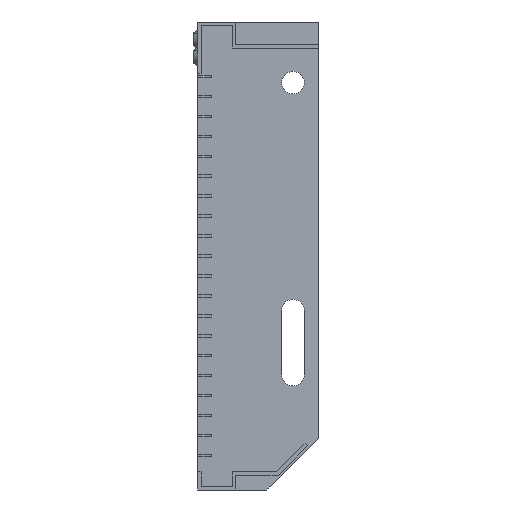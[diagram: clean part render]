
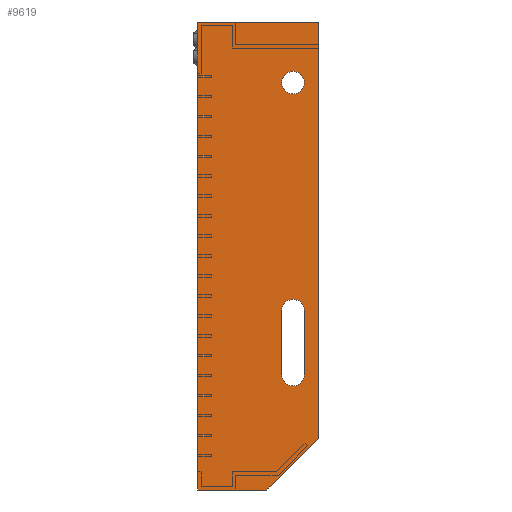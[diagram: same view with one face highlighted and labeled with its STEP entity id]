
A CAD part, left-side view. The second image highlights one B-rep face of the part: STEP entity #9619.
In plain terms, the highlighted planar face has unit normal (-1, 0, 0).
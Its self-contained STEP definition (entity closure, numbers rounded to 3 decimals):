
#120 = EDGE_CURVE ( 'NONE', #38455, #5864, #1165, .T. ) ;
#1165 = CIRCLE ( 'NONE', #10998, 6.5 ) ;
#1824 = PLANE ( 'NONE',  #15557 ) ;
#3237 = EDGE_CURVE ( 'NONE', #43084, #30649, #37079, .T. ) ;
#3494 = CARTESIAN_POINT ( 'NONE',  ( -750., 8.5, -166.5 ) ) ;
#3894 = VERTEX_POINT ( 'NONE', #36951 ) ;
#4539 = DIRECTION ( 'NONE',  ( 0., 0., -1. ) ) ;
#4628 = CARTESIAN_POINT ( 'NONE',  ( -750., 0., -240. ) ) ;
#4788 = CARTESIAN_POINT ( 'NONE',  ( -750., 70., -270. ) ) ;
#5740 = EDGE_CURVE ( 'NONE', #13554, #17498, #31503, .T. ) ;
#5797 = CIRCLE ( 'NONE', #8046, 6.5 ) ;
#5852 = EDGE_CURVE ( 'NONE', #30649, #43084, #19787, .T. ) ;
#5864 = VERTEX_POINT ( 'NONE', #3494 ) ;
#5964 = CARTESIAN_POINT ( 'NONE',  ( -750., 30., -270. ) ) ;
#6456 = VECTOR ( 'NONE', #38842, 1000. ) ;
#7367 = VERTEX_POINT ( 'NONE', #4628 ) ;
#7399 = EDGE_CURVE ( 'NONE', #25303, #14770, #18689, .T. ) ;
#7734 = DIRECTION ( 'NONE',  ( 1., 0., 0. ) ) ;
#7818 = CARTESIAN_POINT ( 'NONE',  ( -750., 70., -270. ) ) ;
#8046 = AXIS2_PLACEMENT_3D ( 'NONE', #9057, #32845, #39705 ) ;
#8134 = CARTESIAN_POINT ( 'NONE',  ( -750., 0., 0. ) ) ;
#8199 = EDGE_LOOP ( 'NONE', ( #10297, #34919, #25826, #34680, #43824 ) ) ;
#8361 = EDGE_CURVE ( 'NONE', #14770, #9930, #15423, .T. ) ;
#9057 = CARTESIAN_POINT ( 'NONE',  ( -750., 15., -203.5 ) ) ;
#9427 = FACE_OUTER_BOUND ( 'NONE', #8199, .T. ) ;
#9545 = VECTOR ( 'NONE', #25859, 1000. ) ;
#9619 = ADVANCED_FACE ( 'NONE', ( #22715, #30776, #9427 ), #1824, .F. ) ;
#9804 = DIRECTION ( 'NONE',  ( 0., 0., 1. ) ) ;
#9930 = VERTEX_POINT ( 'NONE', #37941 ) ;
#10297 = ORIENTED_EDGE ( 'NONE', *, *, #14803, .F. ) ;
#10477 = ORIENTED_EDGE ( 'NONE', *, *, #5852, .T. ) ;
#10998 = AXIS2_PLACEMENT_3D ( 'NONE', #21403, #7734, #41487 ) ;
#12204 = LINE ( 'NONE', #5964, #9545 ) ;
#12225 = CARTESIAN_POINT ( 'NONE',  ( -750., 15., -35. ) ) ;
#12747 = CARTESIAN_POINT ( 'NONE',  ( -750., 21.5, -203.5 ) ) ;
#13278 = EDGE_CURVE ( 'NONE', #9930, #3894, #36288, .T. ) ;
#13554 = VERTEX_POINT ( 'NONE', #24699 ) ;
#13712 = CARTESIAN_POINT ( 'NONE',  ( -750., 30., -270. ) ) ;
#14185 = EDGE_LOOP ( 'NONE', ( #43373, #24886, #32443, #22734, #34362 ) ) ;
#14228 = VECTOR ( 'NONE', #28454, 1000. ) ;
#14770 = VERTEX_POINT ( 'NONE', #7818 ) ;
#14803 = EDGE_CURVE ( 'NONE', #3894, #7367, #33867, .T. ) ;
#15423 = LINE ( 'NONE', #34039, #17552 ) ;
#15486 = CARTESIAN_POINT ( 'NONE',  ( -750., 0., 0. ) ) ;
#15557 = AXIS2_PLACEMENT_3D ( 'NONE', #15486, #28415, #38877 ) ;
#16603 = VECTOR ( 'NONE', #33360, 1000. ) ;
#16691 = DIRECTION ( 'NONE',  ( 1., 0., 0. ) ) ;
#17435 = CARTESIAN_POINT ( 'NONE',  ( -750., 15., -35. ) ) ;
#17498 = VERTEX_POINT ( 'NONE', #37666 ) ;
#17552 = VECTOR ( 'NONE', #9804, 1000. ) ;
#18689 = LINE ( 'NONE', #4788, #6456 ) ;
#19237 = LINE ( 'NONE', #12747, #16603 ) ;
#19438 = EDGE_LOOP ( 'NONE', ( #10477, #40278 ) ) ;
#19787 = CIRCLE ( 'NONE', #28809, 6.5 ) ;
#20107 = DIRECTION ( 'NONE',  ( 0., 0., -1. ) ) ;
#20534 = DIRECTION ( 'NONE',  ( 1., 0., 0. ) ) ;
#20779 = CARTESIAN_POINT ( 'NONE',  ( -750., 15., -41.5 ) ) ;
#21403 = CARTESIAN_POINT ( 'NONE',  ( -750., 15., -166.5 ) ) ;
#22429 = DIRECTION ( 'NONE',  ( 1., 0., 0. ) ) ;
#22589 = DIRECTION ( 'NONE',  ( 0., 0., -1. ) ) ;
#22715 = FACE_BOUND ( 'NONE', #14185, .T. ) ;
#22734 = ORIENTED_EDGE ( 'NONE', *, *, #40187, .T. ) ;
#22921 = VECTOR ( 'NONE', #25906, 1000. ) ;
#23213 = CARTESIAN_POINT ( 'NONE',  ( -750., 15., -203.5 ) ) ;
#24024 = EDGE_CURVE ( 'NONE', #7367, #25303, #12204, .T. ) ;
#24528 = CARTESIAN_POINT ( 'NONE',  ( -750., 21.5, -203.5 ) ) ;
#24699 = CARTESIAN_POINT ( 'NONE',  ( -750., 8.5, -203.5 ) ) ;
#24826 = VECTOR ( 'NONE', #22589, 1000. ) ;
#24886 = ORIENTED_EDGE ( 'NONE', *, *, #5740, .T. ) ;
#25303 = VERTEX_POINT ( 'NONE', #13712 ) ;
#25826 = ORIENTED_EDGE ( 'NONE', *, *, #8361, .F. ) ;
#25859 = DIRECTION ( 'NONE',  ( 0., 0.707, -0.707 ) ) ;
#25906 = DIRECTION ( 'NONE',  ( 0., -1., 0. ) ) ;
#28415 = DIRECTION ( 'NONE',  ( 1., 0., 0. ) ) ;
#28454 = DIRECTION ( 'NONE',  ( 0., 0., -1. ) ) ;
#28809 = AXIS2_PLACEMENT_3D ( 'NONE', #17435, #20534, #4539 ) ;
#30649 = VERTEX_POINT ( 'NONE', #20779 ) ;
#30674 = LINE ( 'NONE', #43261, #24826 ) ;
#30776 = FACE_BOUND ( 'NONE', #19438, .T. ) ;
#31307 = AXIS2_PLACEMENT_3D ( 'NONE', #12225, #22429, #32567 ) ;
#31503 = CIRCLE ( 'NONE', #38255, 6.5 ) ;
#32443 = ORIENTED_EDGE ( 'NONE', *, *, #35447, .T. ) ;
#32567 = DIRECTION ( 'NONE',  ( 0., 0., -1. ) ) ;
#32845 = DIRECTION ( 'NONE',  ( 1., 0., 0. ) ) ;
#33360 = DIRECTION ( 'NONE',  ( 0., 0., 1. ) ) ;
#33560 = CARTESIAN_POINT ( 'NONE',  ( -750., 15., -28.5 ) ) ;
#33867 = LINE ( 'NONE', #41704, #14228 ) ;
#34039 = CARTESIAN_POINT ( 'NONE',  ( -750., 70., 0. ) ) ;
#34362 = ORIENTED_EDGE ( 'NONE', *, *, #120, .T. ) ;
#34680 = ORIENTED_EDGE ( 'NONE', *, *, #7399, .F. ) ;
#34919 = ORIENTED_EDGE ( 'NONE', *, *, #13278, .F. ) ;
#35447 = EDGE_CURVE ( 'NONE', #17498, #41036, #5797, .T. ) ;
#36288 = LINE ( 'NONE', #8134, #22921 ) ;
#36951 = CARTESIAN_POINT ( 'NONE',  ( -750., 0., 0. ) ) ;
#37079 = CIRCLE ( 'NONE', #31307, 6.5 ) ;
#37666 = CARTESIAN_POINT ( 'NONE',  ( -750., 15., -210. ) ) ;
#37941 = CARTESIAN_POINT ( 'NONE',  ( -750., 70., 0. ) ) ;
#38255 = AXIS2_PLACEMENT_3D ( 'NONE', #23213, #16691, #20107 ) ;
#38455 = VERTEX_POINT ( 'NONE', #43509 ) ;
#38842 = DIRECTION ( 'NONE',  ( 0., 1., 0. ) ) ;
#38877 = DIRECTION ( 'NONE',  ( 0., 0., 1. ) ) ;
#39705 = DIRECTION ( 'NONE',  ( 0., 0., -1. ) ) ;
#40187 = EDGE_CURVE ( 'NONE', #41036, #38455, #19237, .T. ) ;
#40278 = ORIENTED_EDGE ( 'NONE', *, *, #3237, .T. ) ;
#41036 = VERTEX_POINT ( 'NONE', #24528 ) ;
#41487 = DIRECTION ( 'NONE',  ( 0., 0., -1. ) ) ;
#41704 = CARTESIAN_POINT ( 'NONE',  ( -750., 0., -240. ) ) ;
#43084 = VERTEX_POINT ( 'NONE', #33560 ) ;
#43261 = CARTESIAN_POINT ( 'NONE',  ( -750., 8.5, -166.5 ) ) ;
#43373 = ORIENTED_EDGE ( 'NONE', *, *, #43968, .T. ) ;
#43509 = CARTESIAN_POINT ( 'NONE',  ( -750., 21.5, -166.5 ) ) ;
#43824 = ORIENTED_EDGE ( 'NONE', *, *, #24024, .F. ) ;
#43968 = EDGE_CURVE ( 'NONE', #5864, #13554, #30674, .T. ) ;
